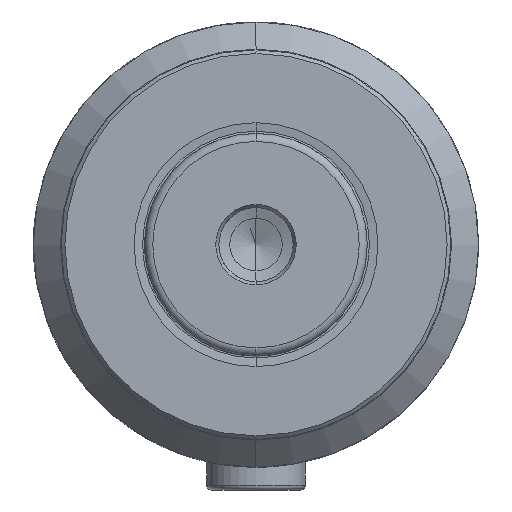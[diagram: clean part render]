
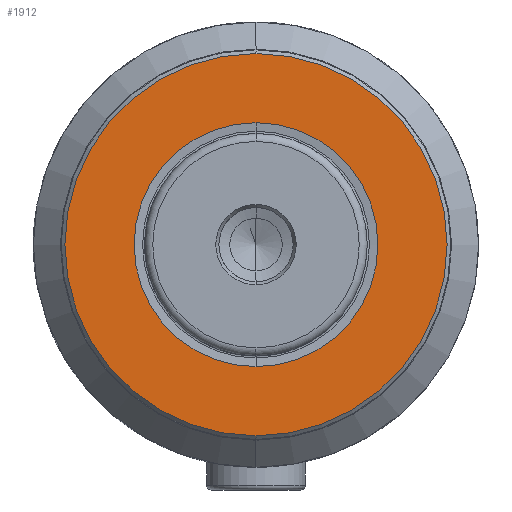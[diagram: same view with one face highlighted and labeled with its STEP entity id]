
A CAD part, left-side view. The second image highlights one B-rep face of the part: STEP entity #1912.
In plain terms, the highlighted planar face has unit normal (-1, 0, 0).
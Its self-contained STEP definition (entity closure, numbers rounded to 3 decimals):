
#912 = CARTESIAN_POINT ( 'NONE',  ( -106., 0., -19.715 ) ) ;
#1543 = AXIS2_PLACEMENT_3D ( 'NONE', #16241, #9926, #12680 ) ;
#1912 = ADVANCED_FACE ( 'NONE', ( #23127, #11748 ), #7861, .F. ) ;
#1965 = CARTESIAN_POINT ( 'NONE',  ( -106., 0., 30.9 ) ) ;
#2745 = CARTESIAN_POINT ( 'NONE',  ( -106., 0., 19.715 ) ) ;
#3908 = CIRCLE ( 'NONE', #8782, 19.715 ) ;
#5346 = EDGE_LOOP ( 'NONE', ( #10000, #8677 ) ) ;
#6938 = AXIS2_PLACEMENT_3D ( 'NONE', #23918, #11251, #26123 ) ;
#7008 = EDGE_CURVE ( 'NONE', #17194, #23375, #20972, .T. ) ;
#7861 = PLANE ( 'NONE',  #21127 ) ;
#8677 = ORIENTED_EDGE ( 'NONE', *, *, #14320, .F. ) ;
#8782 = AXIS2_PLACEMENT_3D ( 'NONE', #19110, #17104, #19292 ) ;
#9379 = DIRECTION ( 'NONE',  ( -1., 0., 0. ) ) ;
#9926 = DIRECTION ( 'NONE',  ( -1., 0., 0. ) ) ;
#10000 = ORIENTED_EDGE ( 'NONE', *, *, #12548, .F. ) ;
#10287 = VERTEX_POINT ( 'NONE', #912 ) ;
#11251 = DIRECTION ( 'NONE',  ( -1., 0., 0. ) ) ;
#11748 = FACE_OUTER_BOUND ( 'NONE', #12040, .T. ) ;
#12040 = EDGE_LOOP ( 'NONE', ( #25055, #17420 ) ) ;
#12489 = CIRCLE ( 'NONE', #1543, 30.9 ) ;
#12531 = VERTEX_POINT ( 'NONE', #2745 ) ;
#12548 = EDGE_CURVE ( 'NONE', #12531, #10287, #3908, .T. ) ;
#12680 = DIRECTION ( 'NONE',  ( 0., 0., 1. ) ) ;
#13978 = CARTESIAN_POINT ( 'NONE',  ( -106., 19.715, 0. ) ) ;
#14320 = EDGE_CURVE ( 'NONE', #10287, #12531, #22700, .T. ) ;
#16241 = CARTESIAN_POINT ( 'NONE',  ( -106., 0., 0. ) ) ;
#17104 = DIRECTION ( 'NONE',  ( -1., 0., 0. ) ) ;
#17194 = VERTEX_POINT ( 'NONE', #1965 ) ;
#17420 = ORIENTED_EDGE ( 'NONE', *, *, #7008, .T. ) ;
#17778 = DIRECTION ( 'NONE',  ( 0., 0., 1. ) ) ;
#19110 = CARTESIAN_POINT ( 'NONE',  ( -106., 0., 0. ) ) ;
#19265 = CARTESIAN_POINT ( 'NONE',  ( -106., 0., -30.9 ) ) ;
#19292 = DIRECTION ( 'NONE',  ( 0., 0., 1. ) ) ;
#20972 = CIRCLE ( 'NONE', #26786, 30.9 ) ;
#21127 = AXIS2_PLACEMENT_3D ( 'NONE', #13978, #22167, #26613 ) ;
#22167 = DIRECTION ( 'NONE',  ( 1., 0., 0. ) ) ;
#22700 = CIRCLE ( 'NONE', #6938, 19.715 ) ;
#23127 = FACE_BOUND ( 'NONE', #5346, .T. ) ;
#23375 = VERTEX_POINT ( 'NONE', #19265 ) ;
#23918 = CARTESIAN_POINT ( 'NONE',  ( -106., 0., 0. ) ) ;
#25055 = ORIENTED_EDGE ( 'NONE', *, *, #25822, .T. ) ;
#25822 = EDGE_CURVE ( 'NONE', #23375, #17194, #12489, .T. ) ;
#25961 = CARTESIAN_POINT ( 'NONE',  ( -106., 0., 0. ) ) ;
#26123 = DIRECTION ( 'NONE',  ( 0., 0., 1. ) ) ;
#26613 = DIRECTION ( 'NONE',  ( 0., 0., -1. ) ) ;
#26786 = AXIS2_PLACEMENT_3D ( 'NONE', #25961, #9379, #17778 ) ;
